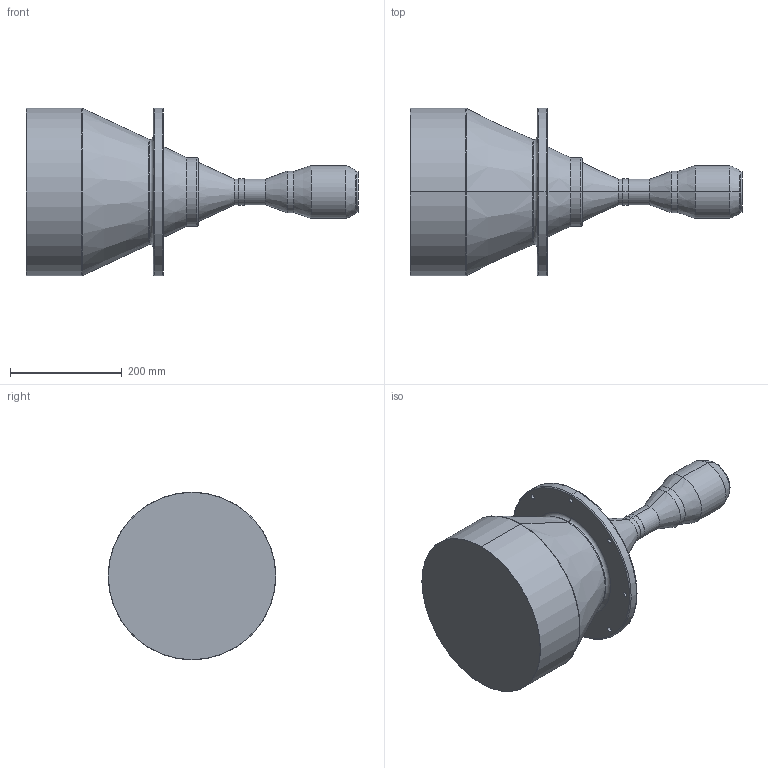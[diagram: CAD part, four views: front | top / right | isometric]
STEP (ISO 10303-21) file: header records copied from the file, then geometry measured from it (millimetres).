
FILE_DESCRIPTION (( 'STEP AP203' ), '1' );
FILE_NAME ('DTCM16K-258-AL.STEP', '2019-11-18T02:02:34', ( 'Windows 蚚誧' ), ( '' ), 'SwSTEP 2.0', 'SolidWorks 2017', '' );
FILE_SCHEMA (( 'CONFIG_CONTROL_DESIGN' ));
Length unit declared in the file: millimetre
Products named in the file (1): DTCM16K-258-AL
Bounding box: 593.9 x 300 x 300 mm (x, y, z)
Volume: 16475397.3 mm3; surface area: 486161.3 mm2
Topology: 1 solids, 1 shells, 73 faces, 160 edges, 96 vertices
Faces by surface type: cylinder 36, torus 14, cone 14, plane 9
Entity records: 2137 total; most frequent: DIRECTION 418, CARTESIAN_POINT 330, ORIENTED_EDGE 320, AXIS2_PLACEMENT_3D 184, EDGE_CURVE 160, CIRCLE 110, VERTEX_POINT 96, EDGE_LOOP 96
